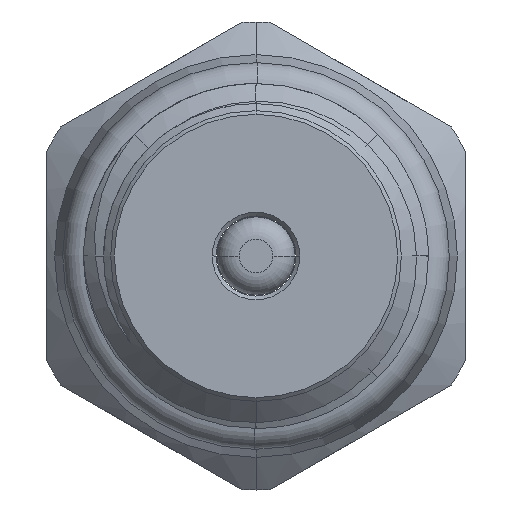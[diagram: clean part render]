
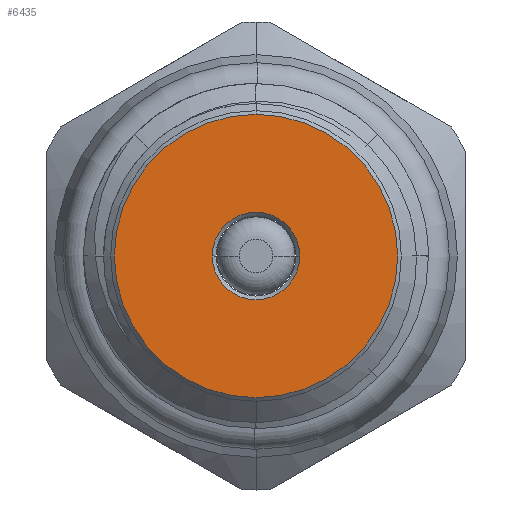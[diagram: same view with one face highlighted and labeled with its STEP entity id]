
A CAD part, front view. The second image highlights one B-rep face of the part: STEP entity #6435.
In plain terms, the highlighted planar face has unit normal (0, -1, 0).
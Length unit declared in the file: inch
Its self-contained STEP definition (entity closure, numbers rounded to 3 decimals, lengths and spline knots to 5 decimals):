
#640 = DIRECTION ( 'NONE',  ( 1., 0., 0. ) ) ;
#649 = CARTESIAN_POINT ( 'NONE',  ( 0.06988, -1.52795, 0. ) ) ;
#698 = CIRCLE ( 'NONE', #5170, 0.06988 ) ;
#826 = EDGE_LOOP ( 'NONE', ( #4299, #1860 ) ) ;
#851 = AXIS2_PLACEMENT_3D ( 'NONE', #6491, #2274, #7202 ) ;
#1015 = CARTESIAN_POINT ( 'NONE',  ( 0., -1.52795, -0.22638 ) ) ;
#1268 = FACE_BOUND ( 'NONE', #826, .T. ) ;
#1273 = CARTESIAN_POINT ( 'NONE',  ( 0., -1.52795, 0. ) ) ;
#1371 = EDGE_LOOP ( 'NONE', ( #2009, #8110 ) ) ;
#1450 = DIRECTION ( 'NONE',  ( 0., 1., 0. ) ) ;
#1543 = VERTEX_POINT ( 'NONE', #2222 ) ;
#1860 = ORIENTED_EDGE ( 'NONE', *, *, #8061, .T. ) ;
#1976 = DIRECTION ( 'NONE',  ( 1., 0., 0. ) ) ;
#2009 = ORIENTED_EDGE ( 'NONE', *, *, #2107, .T. ) ;
#2107 = EDGE_CURVE ( 'NONE', #1543, #7592, #4114, .T. ) ;
#2167 = CARTESIAN_POINT ( 'NONE',  ( 0.27559, -1.52795, 0. ) ) ;
#2222 = CARTESIAN_POINT ( 'NONE',  ( 0., -1.52795, 0.22638 ) ) ;
#2274 = DIRECTION ( 'NONE',  ( 0., -1., 0. ) ) ;
#2511 = AXIS2_PLACEMENT_3D ( 'NONE', #3969, #8911, #4691 ) ;
#3969 = CARTESIAN_POINT ( 'NONE',  ( 0., -1.52795, 0. ) ) ;
#4114 = CIRCLE ( 'NONE', #851, 0.22638 ) ;
#4299 = ORIENTED_EDGE ( 'NONE', *, *, #5080, .T. ) ;
#4478 = VERTEX_POINT ( 'NONE', #8265 ) ;
#4691 = DIRECTION ( 'NONE',  ( 0., 0., 1. ) ) ;
#4857 = DIRECTION ( 'NONE',  ( 0., 1., 0. ) ) ;
#4942 = EDGE_CURVE ( 'NONE', #7592, #1543, #5323, .T. ) ;
#4976 = AXIS2_PLACEMENT_3D ( 'NONE', #2167, #1450, #8520 ) ;
#5080 = EDGE_CURVE ( 'NONE', #8601, #4478, #6074, .T. ) ;
#5170 = AXIS2_PLACEMENT_3D ( 'NONE', #1273, #6205, #1976 ) ;
#5323 = CIRCLE ( 'NONE', #2511, 0.22638 ) ;
#6032 = AXIS2_PLACEMENT_3D ( 'NONE', #9096, #4857, #640 ) ;
#6074 = CIRCLE ( 'NONE', #6032, 0.06988 ) ;
#6205 = DIRECTION ( 'NONE',  ( 0., 1., 0. ) ) ;
#6435 = ADVANCED_FACE ( 'NONE', ( #8993, #1268 ), #7804, .F. ) ;
#6491 = CARTESIAN_POINT ( 'NONE',  ( 0., -1.52795, 0. ) ) ;
#7202 = DIRECTION ( 'NONE',  ( 0., 0., 1. ) ) ;
#7592 = VERTEX_POINT ( 'NONE', #1015 ) ;
#7804 = PLANE ( 'NONE',  #4976 ) ;
#8061 = EDGE_CURVE ( 'NONE', #4478, #8601, #698, .T. ) ;
#8110 = ORIENTED_EDGE ( 'NONE', *, *, #4942, .T. ) ;
#8265 = CARTESIAN_POINT ( 'NONE',  ( -0.06988, -1.52795, 0. ) ) ;
#8520 = DIRECTION ( 'NONE',  ( 0., 0., 1. ) ) ;
#8601 = VERTEX_POINT ( 'NONE', #649 ) ;
#8911 = DIRECTION ( 'NONE',  ( 0., -1., 0. ) ) ;
#8993 = FACE_OUTER_BOUND ( 'NONE', #1371, .T. ) ;
#9096 = CARTESIAN_POINT ( 'NONE',  ( 0., -1.52795, 0. ) ) ;
